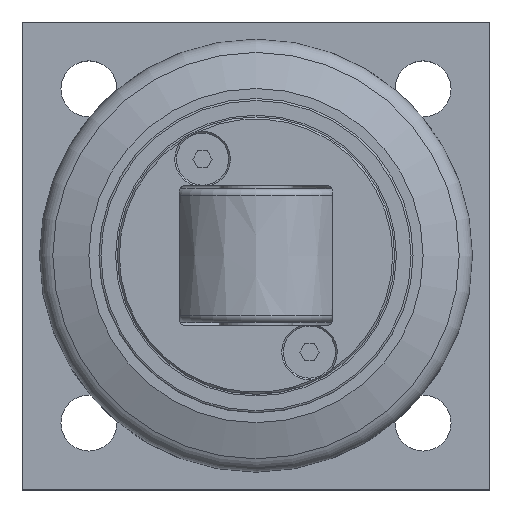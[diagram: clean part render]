
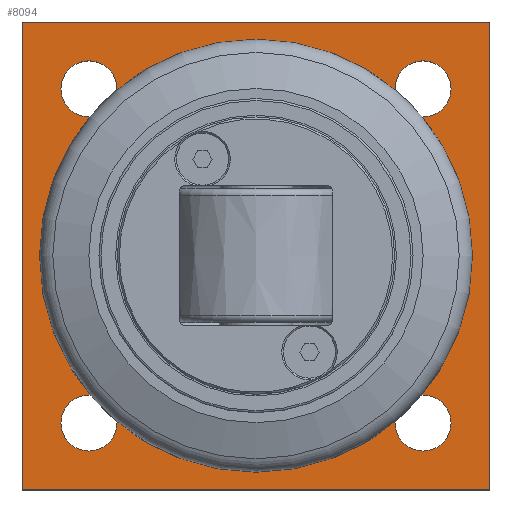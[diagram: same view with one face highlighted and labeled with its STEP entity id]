
A CAD part, top view. The second image highlights one B-rep face of the part: STEP entity #8094.
In plain terms, the highlighted planar face has unit normal (0, 0, 1).
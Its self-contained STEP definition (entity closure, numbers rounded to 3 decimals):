
#61=FACE_BOUND('',#1279,.T.);
#62=FACE_BOUND('',#1280,.T.);
#63=FACE_BOUND('',#1281,.T.);
#64=FACE_BOUND('',#1282,.T.);
#65=FACE_BOUND('',#1283,.T.);
#322=PLANE('',#9429);
#801=FACE_OUTER_BOUND('',#1278,.T.);
#1278=EDGE_LOOP('',(#7472,#7473,#7474,#7475));
#1279=EDGE_LOOP('',(#7476));
#1280=EDGE_LOOP('',(#7477,#7478));
#1281=EDGE_LOOP('',(#7479,#7480));
#1282=EDGE_LOOP('',(#7481,#7482));
#1283=EDGE_LOOP('',(#7483,#7484));
#2132=CIRCLE('',#9375,20.5);
#2147=CIRCLE('',#9408,4.188);
#2148=CIRCLE('',#9409,4.188);
#2150=CIRCLE('',#9412,4.188);
#2151=CIRCLE('',#9413,4.188);
#2153=CIRCLE('',#9416,4.188);
#2154=CIRCLE('',#9417,4.188);
#2156=CIRCLE('',#9420,4.188);
#2157=CIRCLE('',#9421,4.188);
#2524=LINE('',#15233,#2901);
#2528=LINE('',#15241,#2905);
#2531=LINE('',#15247,#2908);
#2534=LINE('',#15252,#2911);
#2901=VECTOR('',#12413,10.);
#2905=VECTOR('',#12419,10.);
#2908=VECTOR('',#12424,10.);
#2911=VECTOR('',#12429,10.);
#3594=VERTEX_POINT('',#15096);
#3611=VERTEX_POINT('',#15199);
#3612=VERTEX_POINT('',#15200);
#3614=VERTEX_POINT('',#15207);
#3615=VERTEX_POINT('',#15208);
#3617=VERTEX_POINT('',#15215);
#3618=VERTEX_POINT('',#15216);
#3620=VERTEX_POINT('',#15223);
#3621=VERTEX_POINT('',#15224);
#3623=VERTEX_POINT('',#15231);
#3624=VERTEX_POINT('',#15232);
#3627=VERTEX_POINT('',#15240);
#3629=VERTEX_POINT('',#15246);
#4859=EDGE_CURVE('',#3594,#3594,#2132,.T.);
#4888=EDGE_CURVE('',#3611,#3612,#2147,.T.);
#4889=EDGE_CURVE('',#3612,#3611,#2148,.T.);
#4892=EDGE_CURVE('',#3614,#3615,#2150,.T.);
#4893=EDGE_CURVE('',#3615,#3614,#2151,.T.);
#4896=EDGE_CURVE('',#3617,#3618,#2153,.T.);
#4897=EDGE_CURVE('',#3618,#3617,#2154,.T.);
#4900=EDGE_CURVE('',#3620,#3621,#2156,.T.);
#4901=EDGE_CURVE('',#3621,#3620,#2157,.T.);
#4904=EDGE_CURVE('',#3623,#3624,#2524,.T.);
#4908=EDGE_CURVE('',#3624,#3627,#2528,.T.);
#4911=EDGE_CURVE('',#3627,#3629,#2531,.T.);
#4914=EDGE_CURVE('',#3629,#3623,#2534,.T.);
#7472=ORIENTED_EDGE('',*,*,#4904,.F.);
#7473=ORIENTED_EDGE('',*,*,#4914,.F.);
#7474=ORIENTED_EDGE('',*,*,#4911,.F.);
#7475=ORIENTED_EDGE('',*,*,#4908,.F.);
#7476=ORIENTED_EDGE('',*,*,#4859,.T.);
#7477=ORIENTED_EDGE('',*,*,#4888,.T.);
#7478=ORIENTED_EDGE('',*,*,#4889,.T.);
#7479=ORIENTED_EDGE('',*,*,#4892,.T.);
#7480=ORIENTED_EDGE('',*,*,#4893,.T.);
#7481=ORIENTED_EDGE('',*,*,#4896,.T.);
#7482=ORIENTED_EDGE('',*,*,#4897,.T.);
#7483=ORIENTED_EDGE('',*,*,#4900,.T.);
#7484=ORIENTED_EDGE('',*,*,#4901,.T.);
#8094=ADVANCED_FACE('',(#801,#61,#62,#63,#64,#65),#322,.T.);
#9375=AXIS2_PLACEMENT_3D('',#15098,#12299,#12300);
#9408=AXIS2_PLACEMENT_3D('',#15201,#12377,#12378);
#9409=AXIS2_PLACEMENT_3D('',#15202,#12379,#12380);
#9412=AXIS2_PLACEMENT_3D('',#15209,#12386,#12387);
#9413=AXIS2_PLACEMENT_3D('',#15210,#12388,#12389);
#9416=AXIS2_PLACEMENT_3D('',#15217,#12395,#12396);
#9417=AXIS2_PLACEMENT_3D('',#15218,#12397,#12398);
#9420=AXIS2_PLACEMENT_3D('',#15225,#12404,#12405);
#9421=AXIS2_PLACEMENT_3D('',#15226,#12406,#12407);
#9429=AXIS2_PLACEMENT_3D('',#15257,#12435,#12436);
#12299=DIRECTION('center_axis',(0.,0.,-1.));
#12300=DIRECTION('ref_axis',(0.,-1.,0.));
#12377=DIRECTION('center_axis',(0.,0.,-1.));
#12378=DIRECTION('ref_axis',(1.,0.,0.));
#12379=DIRECTION('center_axis',(0.,0.,-1.));
#12380=DIRECTION('ref_axis',(1.,0.,0.));
#12386=DIRECTION('center_axis',(0.,0.,-1.));
#12387=DIRECTION('ref_axis',(1.,0.,0.));
#12388=DIRECTION('center_axis',(0.,0.,-1.));
#12389=DIRECTION('ref_axis',(1.,0.,0.));
#12395=DIRECTION('center_axis',(0.,0.,-1.));
#12396=DIRECTION('ref_axis',(1.,0.,0.));
#12397=DIRECTION('center_axis',(0.,0.,-1.));
#12398=DIRECTION('ref_axis',(1.,0.,0.));
#12404=DIRECTION('center_axis',(0.,0.,-1.));
#12405=DIRECTION('ref_axis',(1.,0.,0.));
#12406=DIRECTION('center_axis',(0.,0.,-1.));
#12407=DIRECTION('ref_axis',(1.,0.,0.));
#12413=DIRECTION('',(0.,1.,0.));
#12419=DIRECTION('',(1.,0.,0.));
#12424=DIRECTION('',(0.,-1.,0.));
#12429=DIRECTION('',(-1.,0.,0.));
#12435=DIRECTION('center_axis',(0.,0.,1.));
#12436=DIRECTION('ref_axis',(1.,0.,0.));
#15096=CARTESIAN_POINT('',(35.,55.5,12.));
#15098=CARTESIAN_POINT('Origin',(35.,35.,12.));
#15199=CARTESIAN_POINT('',(14.188,10.,12.));
#15200=CARTESIAN_POINT('',(5.812,10.,12.));
#15201=CARTESIAN_POINT('Origin',(10.,10.,12.));
#15202=CARTESIAN_POINT('Origin',(10.,10.,12.));
#15207=CARTESIAN_POINT('',(64.188,10.,12.));
#15208=CARTESIAN_POINT('',(55.812,10.,12.));
#15209=CARTESIAN_POINT('Origin',(60.,10.,12.));
#15210=CARTESIAN_POINT('Origin',(60.,10.,12.));
#15215=CARTESIAN_POINT('',(64.188,60.,12.));
#15216=CARTESIAN_POINT('',(55.812,60.,12.));
#15217=CARTESIAN_POINT('Origin',(60.,60.,12.));
#15218=CARTESIAN_POINT('Origin',(60.,60.,12.));
#15223=CARTESIAN_POINT('',(14.188,60.,12.));
#15224=CARTESIAN_POINT('',(5.812,60.,12.));
#15225=CARTESIAN_POINT('Origin',(10.,60.,12.));
#15226=CARTESIAN_POINT('Origin',(10.,60.,12.));
#15231=CARTESIAN_POINT('',(0.,0.,12.));
#15232=CARTESIAN_POINT('',(0.,70.,12.));
#15233=CARTESIAN_POINT('',(0.,70.,12.));
#15240=CARTESIAN_POINT('',(70.,70.,12.));
#15241=CARTESIAN_POINT('',(70.,70.,12.));
#15246=CARTESIAN_POINT('',(70.,0.,12.));
#15247=CARTESIAN_POINT('',(70.,0.,12.));
#15252=CARTESIAN_POINT('',(0.,0.,12.));
#15257=CARTESIAN_POINT('Origin',(35.,35.,12.));
